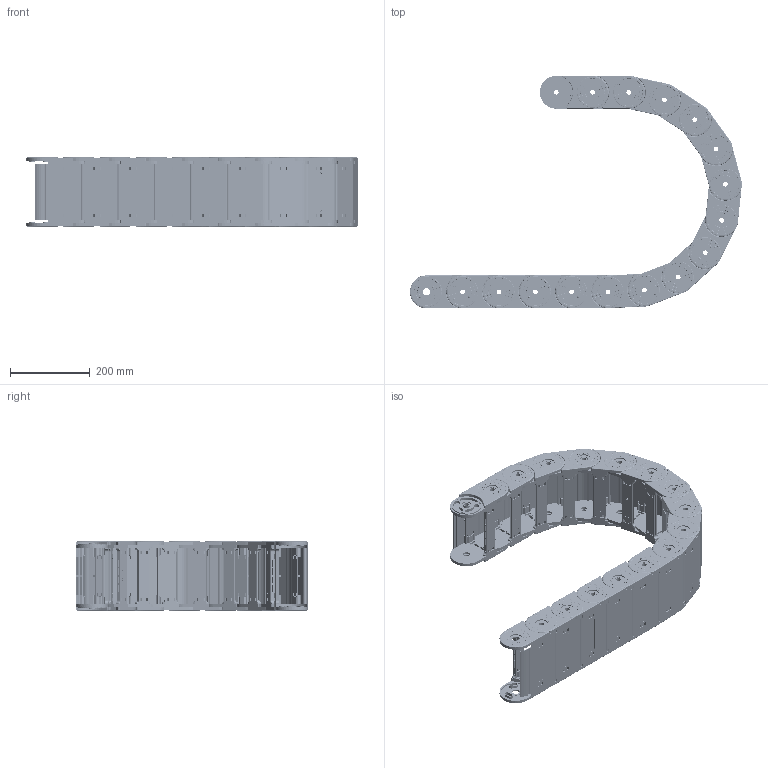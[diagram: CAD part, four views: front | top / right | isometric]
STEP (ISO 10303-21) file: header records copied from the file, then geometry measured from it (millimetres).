
FILE_DESCRIPTION (( 'STEP AP214' ), '1' );
FILE_NAME ('CK60-Y140-R250.STEP', '2019-09-06T11:55:28', ( '' ), ( '' ), 'SwSTEP 2.0', 'SolidWorks 2017', '' );
FILE_SCHEMA (( 'AUTOMOTIVE_DESIGN' ));
Length unit declared in the file: millimetre
Products named in the file (2): CK60-Y140; CK60-Y140-R250
Assembly tree (16 placements, depth 2):
  CK60-Y140-R250
    CK60-Y140  x16
Bounding box: 831.65 x 582.21 x 173.06 mm (x, y, z)
Volume: 4119826.8 mm3; surface area: 2416201.6 mm2
Topology: 64 solids, 64 shells, 15696 faces, 41552 edges, 27104 vertices
Faces by surface type: plane 7264, cylinder 4464, bspline 3392, torus 448, sphere 128
Entity records: 40600 total; most frequent: CARTESIAN_POINT 17805, ORIENTED_EDGE 5178, DIRECTION 4111, EDGE_CURVE 2589, VERTEX_POINT 1694, LINE 1495, VECTOR 1495, AXIS2_PLACEMENT_3D 1308
